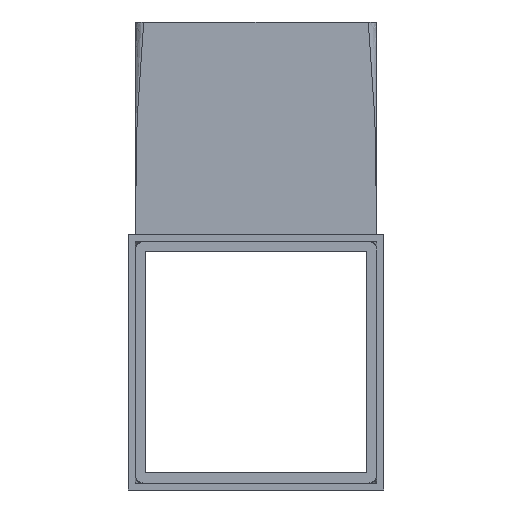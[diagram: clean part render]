
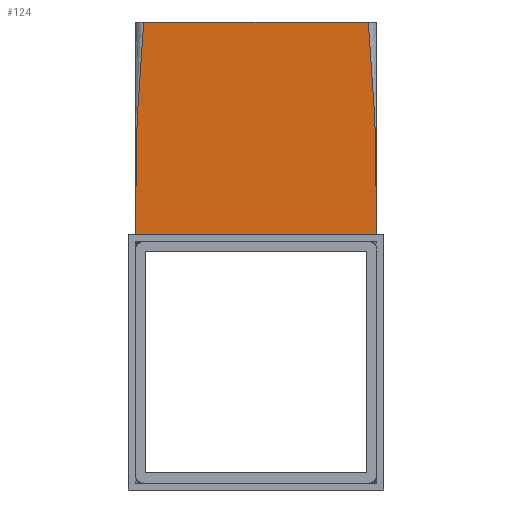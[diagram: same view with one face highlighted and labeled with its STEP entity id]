
A CAD part, left-side view. The second image highlights one B-rep face of the part: STEP entity #124.
In plain terms, the highlighted planar face has unit normal (-1, 0, 0).
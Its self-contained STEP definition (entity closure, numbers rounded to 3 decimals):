
#10 = FACE_OUTER_BOUND ( 'NONE', #1532, .T. ) ;
#11 = CARTESIAN_POINT ( 'NONE',  ( -14.2, 28.2, 40. ) ) ;
#61 = EDGE_CURVE ( 'NONE', #1334, #962, #224, .T. ) ;
#122 = CARTESIAN_POINT ( 'NONE',  ( -14.2, 29.133, 19.167 ) ) ;
#124 = ADVANCED_FACE ( 'NONE', ( #10 ), #1427, .F. ) ;
#182 = CARTESIAN_POINT ( 'NONE',  ( -14.2, 0.933, 23.333 ) ) ;
#224 = B_SPLINE_CURVE_WITH_KNOTS ( 'NONE', 3,
 ( #1104, #476, #1378, #251, #592, #122, #466 ),
 .UNSPECIFIED., .F., .F.,
 ( 4, 3, 4 ),
 ( 0., 0.012, 0.025 ),
 .UNSPECIFIED. ) ;
#251 = CARTESIAN_POINT ( 'NONE',  ( -14.2, 29., 27.5 ) ) ;
#252 = VECTOR ( 'NONE', #846, 1000. ) ;
#323 = B_SPLINE_CURVE_WITH_KNOTS ( 'NONE', 3,
 ( #812, #1312, #182, #1186, #1561, #434, #942 ),
 .UNSPECIFIED., .F., .F.,
 ( 4, 3, 4 ),
 ( -0.05, -0.038, -0.025 ),
 .UNSPECIFIED. ) ;
#358 = AXIS2_PLACEMENT_3D ( 'NONE', #1056, #1419, #809 ) ;
#410 = CARTESIAN_POINT ( 'NONE',  ( -14.2, 1.8, 40. ) ) ;
#417 = EDGE_CURVE ( 'NONE', #962, #824, #820, .T. ) ;
#434 = CARTESIAN_POINT ( 'NONE',  ( -14.2, 1.8, 35.833 ) ) ;
#466 = CARTESIAN_POINT ( 'NONE',  ( -14.2, 29.2, 15. ) ) ;
#476 = CARTESIAN_POINT ( 'NONE',  ( -14.2, 28.2, 35.833 ) ) ;
#592 = CARTESIAN_POINT ( 'NONE',  ( -14.2, 29.067, 23.333 ) ) ;
#665 = ORIENTED_EDGE ( 'NONE', *, *, #61, .T. ) ;
#688 = DIRECTION ( 'NONE',  ( 0., -1., 0. ) ) ;
#809 = DIRECTION ( 'NONE',  ( 0., 0., -1. ) ) ;
#812 = CARTESIAN_POINT ( 'NONE',  ( -14.2, 0.8, 15. ) ) ;
#820 = LINE ( 'NONE', #1559, #252 ) ;
#824 = VERTEX_POINT ( 'NONE', #1621 ) ;
#846 = DIRECTION ( 'NONE',  ( 0., -1., 0. ) ) ;
#927 = LINE ( 'NONE', #1432, #1560 ) ;
#942 = CARTESIAN_POINT ( 'NONE',  ( -14.2, 1.8, 40. ) ) ;
#962 = VERTEX_POINT ( 'NONE', #1382 ) ;
#1008 = ORIENTED_EDGE ( 'NONE', *, *, #1445, .T. ) ;
#1056 = CARTESIAN_POINT ( 'NONE',  ( -14.2, 29.2, 40. ) ) ;
#1104 = CARTESIAN_POINT ( 'NONE',  ( -14.2, 28.2, 40. ) ) ;
#1130 = EDGE_CURVE ( 'NONE', #1334, #1403, #927, .T. ) ;
#1186 = CARTESIAN_POINT ( 'NONE',  ( -14.2, 1., 27.5 ) ) ;
#1290 = ORIENTED_EDGE ( 'NONE', *, *, #417, .T. ) ;
#1312 = CARTESIAN_POINT ( 'NONE',  ( -14.2, 0.867, 19.167 ) ) ;
#1334 = VERTEX_POINT ( 'NONE', #11 ) ;
#1378 = CARTESIAN_POINT ( 'NONE',  ( -14.2, 28.933, 31.667 ) ) ;
#1382 = CARTESIAN_POINT ( 'NONE',  ( -14.2, 29.2, 15. ) ) ;
#1403 = VERTEX_POINT ( 'NONE', #410 ) ;
#1419 = DIRECTION ( 'NONE',  ( 1., 0., 0. ) ) ;
#1427 = PLANE ( 'NONE',  #358 ) ;
#1432 = CARTESIAN_POINT ( 'NONE',  ( -14.2, 29.2, 40. ) ) ;
#1445 = EDGE_CURVE ( 'NONE', #824, #1403, #323, .T. ) ;
#1475 = ORIENTED_EDGE ( 'NONE', *, *, #1130, .F. ) ;
#1532 = EDGE_LOOP ( 'NONE', ( #1290, #1008, #1475, #665 ) ) ;
#1559 = CARTESIAN_POINT ( 'NONE',  ( -14.2, 29.2, 15. ) ) ;
#1560 = VECTOR ( 'NONE', #688, 1000. ) ;
#1561 = CARTESIAN_POINT ( 'NONE',  ( -14.2, 1.067, 31.667 ) ) ;
#1621 = CARTESIAN_POINT ( 'NONE',  ( -14.2, 0.8, 15. ) ) ;
